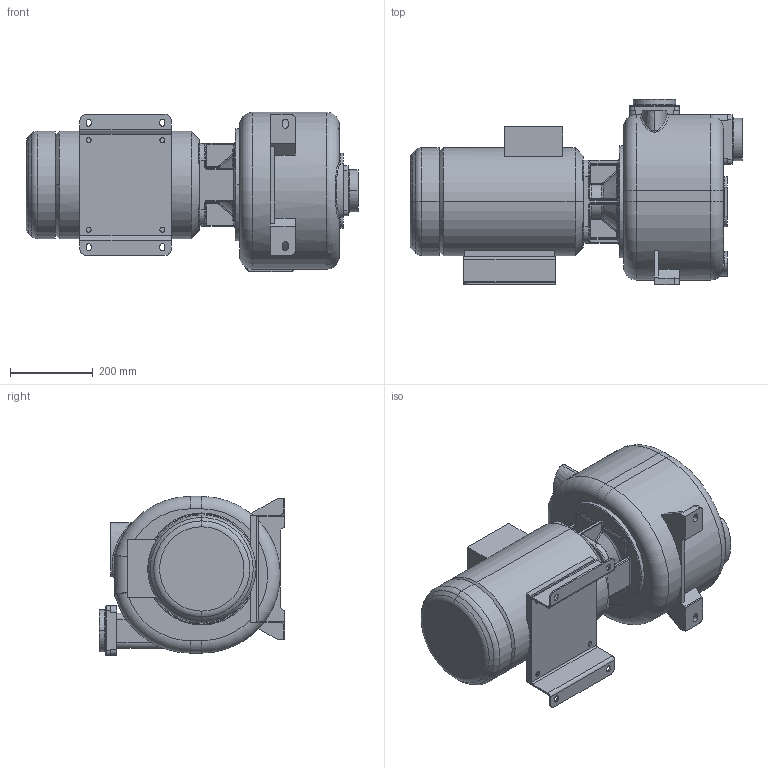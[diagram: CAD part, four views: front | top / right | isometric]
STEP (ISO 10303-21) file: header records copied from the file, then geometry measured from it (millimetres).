
FILE_DESCRIPTION((''),'2;1');
FILE_NAME('S_91_T_1','2012-03-01T',('Amenduni'),(''),'PRO/ENGINEER BY PARAMETRIC TECHNOLOGY CORPORATION, 2011370','PRO/ENGINEER BY PARAMETRIC TECHNOLOGY CORPORATION, 2011370','');
FILE_SCHEMA(('CONFIG_CONTROL_DESIGN'));
Length unit declared in the file: millimetre
Products named in the file (1): S_91_T_1
Bounding box: 800.5 x 447 x 384 mm (x, y, z)
Volume: 56652431.8 mm3; surface area: 1352198.8 mm2
Topology: 1 solids, 1 shells, 559 faces, 1338 edges, 792 vertices
Faces by surface type: cylinder 177, plane 162, bspline 120, torus 70, cone 14, sphere 12, extrusion 4
Entity records: 27342 total; most frequent: CARTESIAN_POINT 14941, ORIENTED_EDGE 2660, DIRECTION 2528, EDGE_CURVE 1330, AXIS2_PLACEMENT_3D 1003, VERTEX_POINT 792, EDGE_LOOP 594, CIRCLE 564
